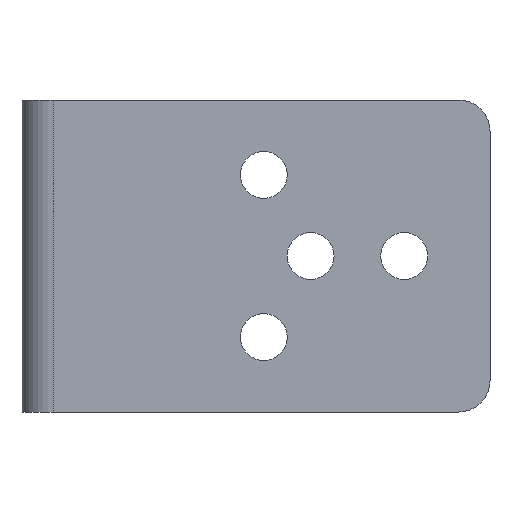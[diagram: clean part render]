
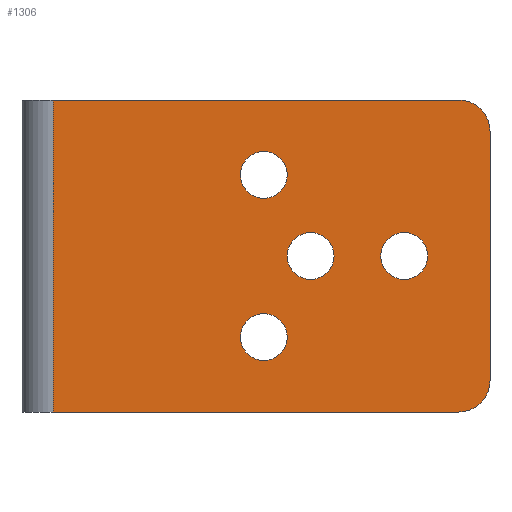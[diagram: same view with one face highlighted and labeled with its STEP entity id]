
A CAD part, front view. The second image highlights one B-rep face of the part: STEP entity #1306.
In plain terms, the highlighted planar face has unit normal (0, -1, 0).
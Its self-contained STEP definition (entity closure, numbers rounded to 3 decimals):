
#8 = DIRECTION ( 'NONE',  ( 0., 0., -1. ) ) ;
#11 = EDGE_CURVE ( 'NONE', #945, #1262, #281, .T. ) ;
#14 = EDGE_CURVE ( 'NONE', #834, #891, #765, .T. ) ;
#28 = CARTESIAN_POINT ( 'NONE',  ( 15.5, 0., 15.196 ) ) ;
#43 = CARTESIAN_POINT ( 'NONE',  ( 0., 0., 0. ) ) ;
#47 = ORIENTED_EDGE ( 'NONE', *, *, #319, .T. ) ;
#53 = LINE ( 'NONE', #160, #478 ) ;
#70 = CARTESIAN_POINT ( 'NONE',  ( 15.5, 0., 15.196 ) ) ;
#90 = CARTESIAN_POINT ( 'NONE',  ( 23., 0., 10. ) ) ;
#107 = DIRECTION ( 'NONE',  ( 0., 1., 0. ) ) ;
#110 = ORIENTED_EDGE ( 'NONE', *, *, #283, .T. ) ;
#129 = ORIENTED_EDGE ( 'NONE', *, *, #824, .T. ) ;
#130 = EDGE_CURVE ( 'NONE', #823, #948, #1161, .T. ) ;
#152 = VECTOR ( 'NONE', #795, 1000. ) ;
#160 = CARTESIAN_POINT ( 'NONE',  ( 30., 0., 20. ) ) ;
#175 = VECTOR ( 'NONE', #8, 1000. ) ;
#228 = DIRECTION ( 'NONE',  ( 0., 1., 0. ) ) ;
#229 = EDGE_LOOP ( 'NONE', ( #1237, #461 ) ) ;
#242 = ORIENTED_EDGE ( 'NONE', *, *, #1408, .T. ) ;
#253 = PLANE ( 'NONE',  #1384 ) ;
#260 = CARTESIAN_POINT ( 'NONE',  ( 2., 0., 0. ) ) ;
#281 = CIRCLE ( 'NONE', #1446, 1.5 ) ;
#282 = EDGE_LOOP ( 'NONE', ( #1066, #129 ) ) ;
#283 = EDGE_CURVE ( 'NONE', #948, #823, #989, .T. ) ;
#299 = AXIS2_PLACEMENT_3D ( 'NONE', #348, #1048, #1291 ) ;
#302 = AXIS2_PLACEMENT_3D ( 'NONE', #994, #430, #1390 ) ;
#304 = VECTOR ( 'NONE', #738, 1000. ) ;
#317 = LINE ( 'NONE', #43, #152 ) ;
#319 = EDGE_CURVE ( 'NONE', #1541, #350, #317, .T. ) ;
#322 = FACE_BOUND ( 'NONE', #446, .T. ) ;
#343 = EDGE_CURVE ( 'NONE', #496, #1433, #755, .T. ) ;
#348 = CARTESIAN_POINT ( 'NONE',  ( 24.5, 0., 10. ) ) ;
#350 = VERTEX_POINT ( 'NONE', #1481 ) ;
#351 = AXIS2_PLACEMENT_3D ( 'NONE', #426, #1494, #653 ) ;
#353 = CARTESIAN_POINT ( 'NONE',  ( 20., 0., 10. ) ) ;
#367 = LINE ( 'NONE', #947, #175 ) ;
#377 = AXIS2_PLACEMENT_3D ( 'NONE', #519, #887, #1112 ) ;
#387 = CARTESIAN_POINT ( 'NONE',  ( 0., 0., 20. ) ) ;
#426 = CARTESIAN_POINT ( 'NONE',  ( 28., 0., 18. ) ) ;
#430 = DIRECTION ( 'NONE',  ( 0., 1., 0. ) ) ;
#441 = DIRECTION ( 'NONE',  ( -1., 0., 0. ) ) ;
#443 = ORIENTED_EDGE ( 'NONE', *, *, #1318, .F. ) ;
#446 = EDGE_LOOP ( 'NONE', ( #564, #110 ) ) ;
#449 = CARTESIAN_POINT ( 'NONE',  ( 24.5, 0., 10. ) ) ;
#461 = ORIENTED_EDGE ( 'NONE', *, *, #665, .T. ) ;
#463 = CARTESIAN_POINT ( 'NONE',  ( 15.5, 0., 4.804 ) ) ;
#465 = FACE_BOUND ( 'NONE', #282, .T. ) ;
#478 = VECTOR ( 'NONE', #537, 1000. ) ;
#488 = AXIS2_PLACEMENT_3D ( 'NONE', #28, #625, #1099 ) ;
#495 = CARTESIAN_POINT ( 'NONE',  ( 26., 0., 10. ) ) ;
#496 = VERTEX_POINT ( 'NONE', #1204 ) ;
#511 = CARTESIAN_POINT ( 'NONE',  ( 2., 0., 20. ) ) ;
#512 = ORIENTED_EDGE ( 'NONE', *, *, #667, .T. ) ;
#517 = AXIS2_PLACEMENT_3D ( 'NONE', #70, #1363, #1145 ) ;
#519 = CARTESIAN_POINT ( 'NONE',  ( 18.5, 0., 10. ) ) ;
#537 = DIRECTION ( 'NONE',  ( 0., 0., -1. ) ) ;
#552 = ORIENTED_EDGE ( 'NONE', *, *, #716, .F. ) ;
#564 = ORIENTED_EDGE ( 'NONE', *, *, #130, .T. ) ;
#606 = AXIS2_PLACEMENT_3D ( 'NONE', #890, #1489, #441 ) ;
#625 = DIRECTION ( 'NONE',  ( 0., 1., 0. ) ) ;
#644 = EDGE_LOOP ( 'NONE', ( #47, #242, #552, #512, #443, #671 ) ) ;
#653 = DIRECTION ( 'NONE',  ( 0., 0., 1. ) ) ;
#662 = ORIENTED_EDGE ( 'NONE', *, *, #11, .T. ) ;
#665 = EDGE_CURVE ( 'NONE', #1433, #496, #1174, .T. ) ;
#667 = EDGE_CURVE ( 'NONE', #904, #1212, #1431, .T. ) ;
#671 = ORIENTED_EDGE ( 'NONE', *, *, #987, .T. ) ;
#696 = CARTESIAN_POINT ( 'NONE',  ( 28., 0., 20. ) ) ;
#711 = DIRECTION ( 'NONE',  ( -1., 0., 0. ) ) ;
#716 = EDGE_CURVE ( 'NONE', #904, #1228, #53, .T. ) ;
#738 = DIRECTION ( 'NONE',  ( 1., 0., 0. ) ) ;
#755 = CIRCLE ( 'NONE', #302, 1.5 ) ;
#765 = CIRCLE ( 'NONE', #964, 1.5 ) ;
#795 = DIRECTION ( 'NONE',  ( 1., 0., 0. ) ) ;
#799 = FACE_OUTER_BOUND ( 'NONE', #644, .T. ) ;
#812 = DIRECTION ( 'NONE',  ( -1., 0., 0. ) ) ;
#821 = CARTESIAN_POINT ( 'NONE',  ( 30., 0., 2. ) ) ;
#823 = VERTEX_POINT ( 'NONE', #1529 ) ;
#824 = EDGE_CURVE ( 'NONE', #891, #834, #1382, .T. ) ;
#831 = DIRECTION ( 'NONE',  ( 0., 0., 1. ) ) ;
#833 = CARTESIAN_POINT ( 'NONE',  ( 30., 0., 18. ) ) ;
#834 = VERTEX_POINT ( 'NONE', #90 ) ;
#878 = CIRCLE ( 'NONE', #606, 1.5 ) ;
#879 = EDGE_LOOP ( 'NONE', ( #932, #662 ) ) ;
#887 = DIRECTION ( 'NONE',  ( 0., 1., 0. ) ) ;
#890 = CARTESIAN_POINT ( 'NONE',  ( 15.5, 0., 4.804 ) ) ;
#891 = VERTEX_POINT ( 'NONE', #495 ) ;
#904 = VERTEX_POINT ( 'NONE', #833 ) ;
#932 = ORIENTED_EDGE ( 'NONE', *, *, #1454, .T. ) ;
#945 = VERTEX_POINT ( 'NONE', #1193 ) ;
#947 = CARTESIAN_POINT ( 'NONE',  ( 2., 0., 20. ) ) ;
#948 = VERTEX_POINT ( 'NONE', #1343 ) ;
#963 = DIRECTION ( 'NONE',  ( 0., -1., 0. ) ) ;
#964 = AXIS2_PLACEMENT_3D ( 'NONE', #449, #228, #711 ) ;
#987 = EDGE_CURVE ( 'NONE', #1144, #1541, #367, .T. ) ;
#989 = CIRCLE ( 'NONE', #517, 1.5 ) ;
#994 = CARTESIAN_POINT ( 'NONE',  ( 18.5, 0., 10. ) ) ;
#1048 = DIRECTION ( 'NONE',  ( 0., 1., 0. ) ) ;
#1056 = CARTESIAN_POINT ( 'NONE',  ( 14., 0., 4.804 ) ) ;
#1066 = ORIENTED_EDGE ( 'NONE', *, *, #14, .T. ) ;
#1099 = DIRECTION ( 'NONE',  ( -1., 0., 0. ) ) ;
#1112 = DIRECTION ( 'NONE',  ( -1., 0., 0. ) ) ;
#1144 = VERTEX_POINT ( 'NONE', #511 ) ;
#1145 = DIRECTION ( 'NONE',  ( -1., 0., 0. ) ) ;
#1161 = CIRCLE ( 'NONE', #488, 1.5 ) ;
#1174 = CIRCLE ( 'NONE', #377, 1.5 ) ;
#1193 = CARTESIAN_POINT ( 'NONE',  ( 17., 0., 4.804 ) ) ;
#1204 = CARTESIAN_POINT ( 'NONE',  ( 17., 0., 10. ) ) ;
#1212 = VERTEX_POINT ( 'NONE', #696 ) ;
#1218 = LINE ( 'NONE', #1326, #304 ) ;
#1228 = VERTEX_POINT ( 'NONE', #821 ) ;
#1237 = ORIENTED_EDGE ( 'NONE', *, *, #343, .T. ) ;
#1255 = AXIS2_PLACEMENT_3D ( 'NONE', #1462, #963, #1551 ) ;
#1262 = VERTEX_POINT ( 'NONE', #1056 ) ;
#1291 = DIRECTION ( 'NONE',  ( -1., 0., 0. ) ) ;
#1306 = ADVANCED_FACE ( 'NONE', ( #1402, #322, #465, #1417, #799 ), #253, .F. ) ;
#1309 = DIRECTION ( 'NONE',  ( 0., 1., 0. ) ) ;
#1318 = EDGE_CURVE ( 'NONE', #1144, #1212, #1218, .T. ) ;
#1326 = CARTESIAN_POINT ( 'NONE',  ( 0., 0., 20. ) ) ;
#1343 = CARTESIAN_POINT ( 'NONE',  ( 17., 0., 15.196 ) ) ;
#1363 = DIRECTION ( 'NONE',  ( 0., 1., 0. ) ) ;
#1382 = CIRCLE ( 'NONE', #299, 1.5 ) ;
#1384 = AXIS2_PLACEMENT_3D ( 'NONE', #387, #107, #831 ) ;
#1390 = DIRECTION ( 'NONE',  ( -1., 0., 0. ) ) ;
#1402 = FACE_BOUND ( 'NONE', #879, .T. ) ;
#1408 = EDGE_CURVE ( 'NONE', #350, #1228, #1510, .T. ) ;
#1417 = FACE_BOUND ( 'NONE', #229, .T. ) ;
#1431 = CIRCLE ( 'NONE', #351, 2. ) ;
#1433 = VERTEX_POINT ( 'NONE', #353 ) ;
#1446 = AXIS2_PLACEMENT_3D ( 'NONE', #463, #1309, #812 ) ;
#1454 = EDGE_CURVE ( 'NONE', #1262, #945, #878, .T. ) ;
#1462 = CARTESIAN_POINT ( 'NONE',  ( 28., 0., 2. ) ) ;
#1481 = CARTESIAN_POINT ( 'NONE',  ( 28., 0., 0. ) ) ;
#1489 = DIRECTION ( 'NONE',  ( 0., 1., 0. ) ) ;
#1494 = DIRECTION ( 'NONE',  ( 0., -1., 0. ) ) ;
#1510 = CIRCLE ( 'NONE', #1255, 2. ) ;
#1529 = CARTESIAN_POINT ( 'NONE',  ( 14., 0., 15.196 ) ) ;
#1541 = VERTEX_POINT ( 'NONE', #260 ) ;
#1551 = DIRECTION ( 'NONE',  ( 0., 0., 1. ) ) ;
